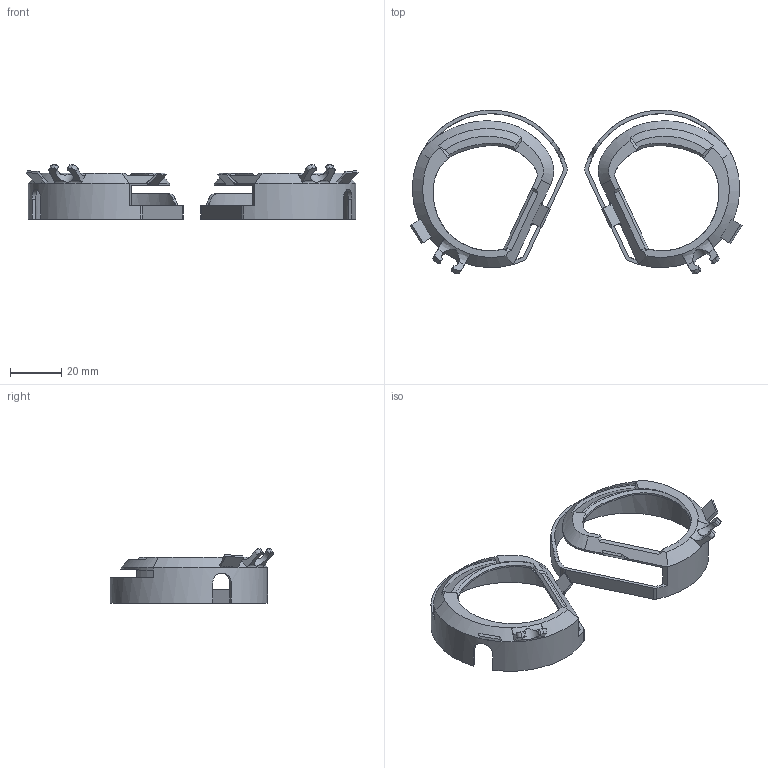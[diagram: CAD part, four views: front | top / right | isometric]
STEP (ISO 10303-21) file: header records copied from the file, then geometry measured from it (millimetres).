
FILE_DESCRIPTION(/* description */ (''),/* implementation_level */ '2;1');
FILE_NAME(/* name */ 'ETVR VROptician Lense Adapters Pre2020 v2.step',/* time_stamp */ '2023-02-16T19:42:49+01:00',/* author */ (''),/* organization */ (''),/* preprocessor_version */ 'ST-DEVELOPER v19.2',/* originating_system */ 'Autodesk Translation Framework v11.17.0.187',/* authorisation */ '');
FILE_SCHEMA (('AUTOMOTIVE_DESIGN { 1 0 10303 214 3 1 1 }'));
Length unit declared in the file: millimetre
Products named in the file (1): ETVR VROptician Lense Adapters Pre2020
Bounding box: 129.59 x 63.9 x 21.25 mm (x, y, z)
Volume: 10733.2 mm3; surface area: 14787.1 mm2
Topology: 2 solids, 2 shells, 186 faces, 542 edges, 348 vertices
Faces by surface type: plane 104, bspline 40, cylinder 38, cone 4
Entity records: 10920 total; most frequent: CARTESIAN_POINT 6329, ORIENTED_EDGE 1084, DIRECTION 792, EDGE_CURVE 542, VERTEX_POINT 348, LINE 270, VECTOR 270, AXIS2_PLACEMENT_3D 261
